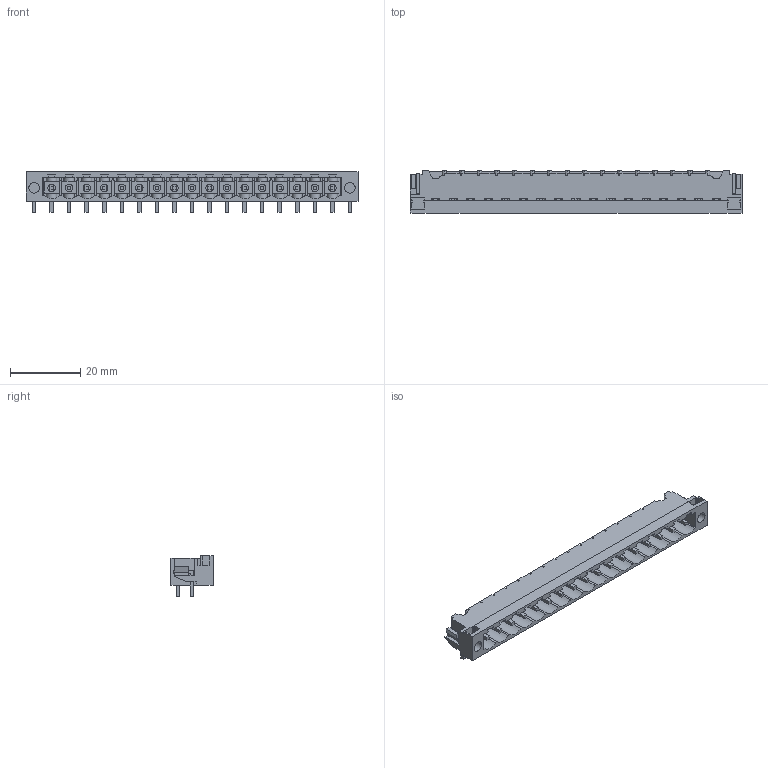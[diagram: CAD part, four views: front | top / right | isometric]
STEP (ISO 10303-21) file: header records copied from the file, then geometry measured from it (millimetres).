
FILE_DESCRIPTION(('CATIA V5 STEP Exchange','CAx-IF Rec.Pracs.--- Model Styling and Organization---1.2---2011-12-15'),'2;1');
FILE_NAME ('7601258_2_1840500000_1840500000.stp','2018-03-08T09:53:13+00:00',('none'),('Weidmueller'),'CATIA Version 5-6 Release 2014','CATIA V5 STEP AP214','none');
FILE_SCHEMA(('AUTOMOTIVE_DESIGN { 1 0 10303 214 1 1 1 1 }'));
Length unit declared in the file: millimetre
Products named in the file (1): 1840500000
Bounding box: 94.6 x 12 x 11.63 mm (x, y, z)
Volume: 3503.1 mm3; surface area: 8238.9 mm2
Topology: 20 solids, 20 shells, 1205 faces, 3748 edges, 2550 vertices
Faces by surface type: plane 992, cylinder 213
Entity records: 38850 total; most frequent: CARTESIAN_POINT 7757, ORIENTED_EDGE 7496, DIRECTION 4883, EDGE_CURVE 3748, VECTOR 3119, LINE 3119, VERTEX_POINT 2550, EDGE_LOOP 1244
